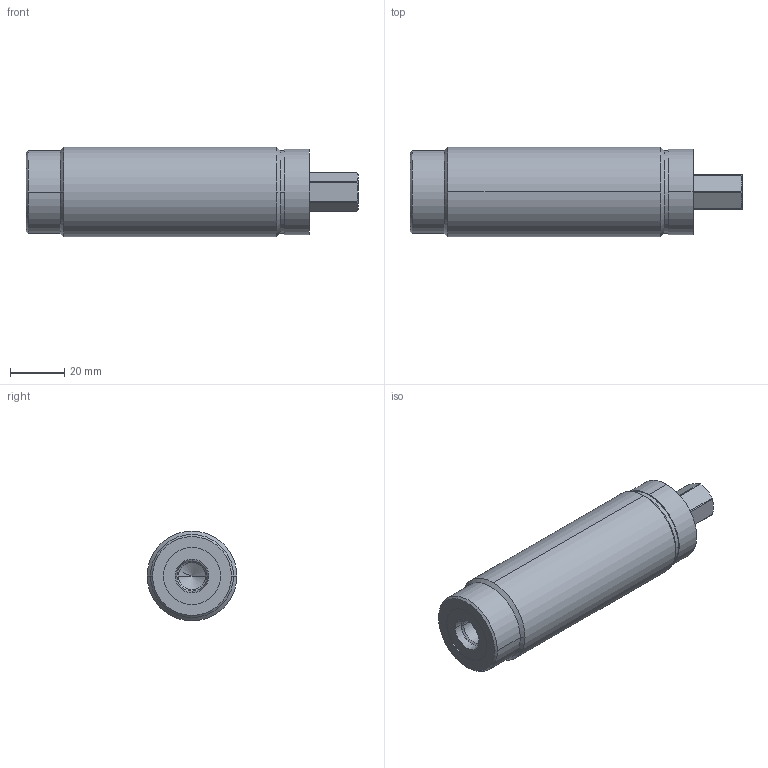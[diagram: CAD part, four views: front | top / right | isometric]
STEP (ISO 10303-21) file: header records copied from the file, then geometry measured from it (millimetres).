
FILE_DESCRIPTION((''),'2;1');
FILE_NAME('ILC55819001','2005-05-12T',('KR'),(''),'PRO/ENGINEER BY PARAMETRIC TECHNOLOGY CORPORATION, 2004290','PRO/ENGINEER BY PARAMETRIC TECHNOLOGY CORPORATION, 2004290','');
FILE_SCHEMA(('AUTOMOTIVE_DESIGN_CC2 { 1 2 10303 214 -1 1 5 2 }'));
Length unit declared in the file: inch
Products named in the file (1): ILC55819001
Bounding box: 122.3 x 33.07 x 33.07 mm (x, y, z)
Volume: 87392.2 mm3; surface area: 14177.1 mm2
Topology: 1 solids, 2 shells, 54 faces, 126 edges, 76 vertices
Faces by surface type: cylinder 22, cone 20, plane 12
Entity records: 1671 total; most frequent: CARTESIAN_POINT 301, DIRECTION 282, ORIENTED_EDGE 240, EDGE_CURVE 122, AXIS2_PLACEMENT_3D 117, COLOUR_RGB 105, VERTEX_POINT 76, CIRCLE 62
